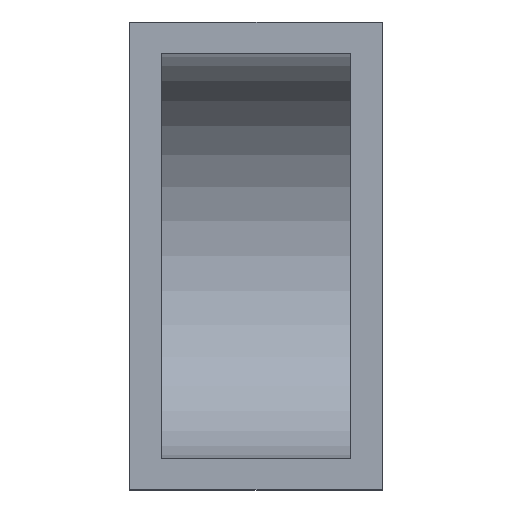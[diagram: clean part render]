
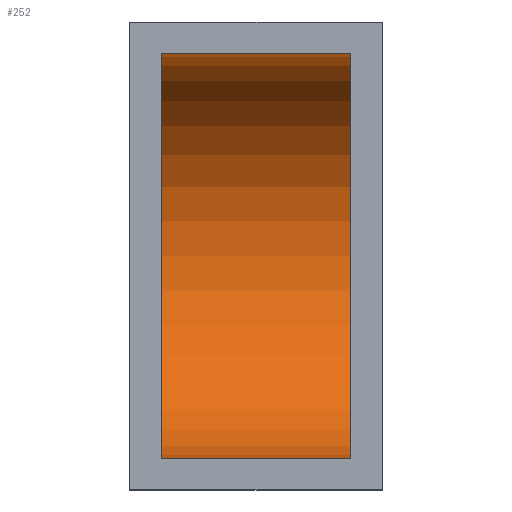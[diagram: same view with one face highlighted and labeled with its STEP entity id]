
A CAD part, left-side view. The second image highlights one B-rep face of the part: STEP entity #252.
In plain terms, the highlighted cylindrical face has radius 12.725 mm (diameter 25.45 mm), a partial arc.
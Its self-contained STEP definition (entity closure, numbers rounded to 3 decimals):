
#5 = CARTESIAN_POINT ( 'NONE',  ( 27.188, 2., -1.614 ) ) ;
#10 = EDGE_CURVE ( 'NONE', #123, #106, #173, .T. ) ;
#19 = CIRCLE ( 'NONE', #87, 12.725 ) ;
#46 = ORIENTED_EDGE ( 'NONE', *, *, #171, .F. ) ;
#62 = CARTESIAN_POINT ( 'NONE',  ( 27.188, 15.9, -14.339 ) ) ;
#68 = CARTESIAN_POINT ( 'NONE',  ( 27.188, 2., 11.111 ) ) ;
#82 = DIRECTION ( 'NONE',  ( 0., 0., -1. ) ) ;
#87 = AXIS2_PLACEMENT_3D ( 'NONE', #337, #113, #377 ) ;
#94 = DIRECTION ( 'NONE',  ( 0., 0., -1. ) ) ;
#106 = VERTEX_POINT ( 'NONE', #446 ) ;
#113 = DIRECTION ( 'NONE',  ( 0., 1., 0. ) ) ;
#123 = VERTEX_POINT ( 'NONE', #339 ) ;
#141 = VERTEX_POINT ( 'NONE', #68 ) ;
#142 = VECTOR ( 'NONE', #367, 1000. ) ;
#151 = EDGE_CURVE ( 'NONE', #406, #123, #19, .T. ) ;
#171 = EDGE_CURVE ( 'NONE', #406, #141, #226, .T. ) ;
#173 = LINE ( 'NONE', #62, #142 ) ;
#179 = CARTESIAN_POINT ( 'NONE',  ( 27.188, 15.9, 11.111 ) ) ;
#212 = CYLINDRICAL_SURFACE ( 'NONE', #253, 12.725 ) ;
#226 = LINE ( 'NONE', #179, #330 ) ;
#252 = ADVANCED_FACE ( 'NONE', ( #432 ), #212, .F. ) ;
#253 = AXIS2_PLACEMENT_3D ( 'NONE', #430, #328, #94 ) ;
#265 = DIRECTION ( 'NONE',  ( 0., 1., 0. ) ) ;
#272 = EDGE_LOOP ( 'NONE', ( #46, #285, #412, #346 ) ) ;
#285 = ORIENTED_EDGE ( 'NONE', *, *, #151, .T. ) ;
#323 = AXIS2_PLACEMENT_3D ( 'NONE', #5, #265, #82 ) ;
#328 = DIRECTION ( 'NONE',  ( 0., -1., 0. ) ) ;
#330 = VECTOR ( 'NONE', #481, 1000. ) ;
#337 = CARTESIAN_POINT ( 'NONE',  ( 27.188, 13.9, -1.614 ) ) ;
#339 = CARTESIAN_POINT ( 'NONE',  ( 27.188, 13.9, -14.339 ) ) ;
#346 = ORIENTED_EDGE ( 'NONE', *, *, #410, .F. ) ;
#348 = CIRCLE ( 'NONE', #323, 12.725 ) ;
#367 = DIRECTION ( 'NONE',  ( 0., -1., 0. ) ) ;
#377 = DIRECTION ( 'NONE',  ( 0., 0., -1. ) ) ;
#406 = VERTEX_POINT ( 'NONE', #441 ) ;
#410 = EDGE_CURVE ( 'NONE', #141, #106, #348, .T. ) ;
#412 = ORIENTED_EDGE ( 'NONE', *, *, #10, .T. ) ;
#430 = CARTESIAN_POINT ( 'NONE',  ( 27.188, 15.9, -1.614 ) ) ;
#432 = FACE_OUTER_BOUND ( 'NONE', #272, .T. ) ;
#441 = CARTESIAN_POINT ( 'NONE',  ( 27.188, 13.9, 11.111 ) ) ;
#446 = CARTESIAN_POINT ( 'NONE',  ( 27.188, 2., -14.339 ) ) ;
#481 = DIRECTION ( 'NONE',  ( 0., -1., 0. ) ) ;
